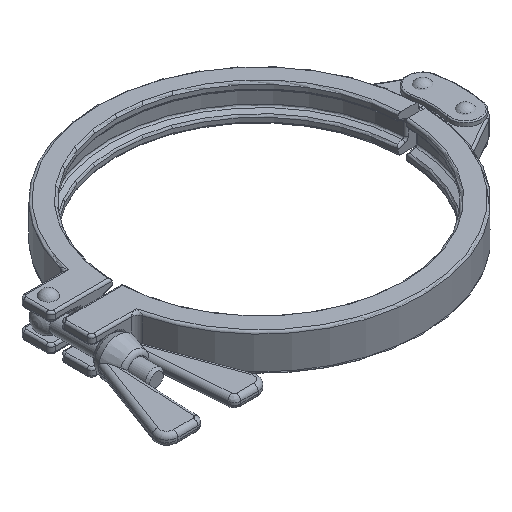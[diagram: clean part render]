
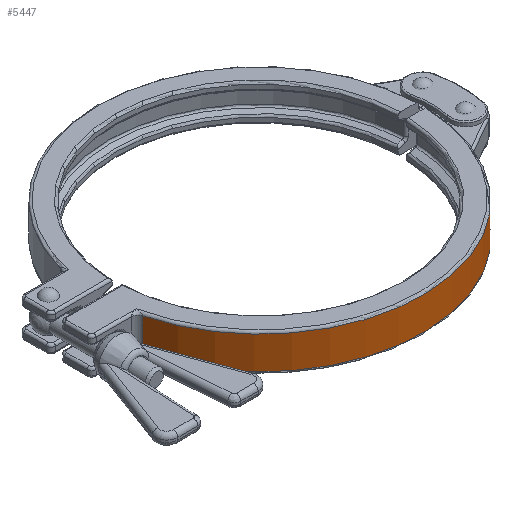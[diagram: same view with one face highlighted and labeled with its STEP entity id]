
A CAD part, isometric view. The second image highlights one B-rep face of the part: STEP entity #5447.
In plain terms, the highlighted cylindrical face has radius 72.5 mm (diameter 145 mm), a partial arc.
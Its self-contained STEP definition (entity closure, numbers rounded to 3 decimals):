
#4950=CARTESIAN_POINT('',(-70.167,18.245,-7.25));
#4951=VERTEX_POINT('',#4950);
#4969=CARTESIAN_POINT('',(-70.167,18.245,7.25));
#4970=VERTEX_POINT('',#4969);
#4978=CARTESIAN_POINT('',(-70.167,18.245,7.25));
#4979=DIRECTION('',(0.0,0.0,-1.0));
#4980=VECTOR('',#4979,14.5);
#4981=LINE('',#4978,#4980);
#4982=EDGE_CURVE('',#4970,#4951,#4981,.T.);
#5285=CARTESIAN_POINT('',(72.472,2.,-7.25));
#5286=VERTEX_POINT('',#5285);
#5287=CARTESIAN_POINT('',(0.0,0.0,-7.25));
#5288=DIRECTION('',(0.0,0.0,-1.));
#5289=DIRECTION('',(0.097,0.995,0.0));
#5290=AXIS2_PLACEMENT_3D('',#5287,#5288,#5289);
#5291=CIRCLE('',#5290,72.5);
#5292=EDGE_CURVE('',#4951,#5286,#5291,.T.);
#5331=CARTESIAN_POINT('',(0.0,0.0,0.0));
#5332=DIRECTION('',(0.0,0.0,1.0));
#5333=DIRECTION('',(0.931,0.364,0.0));
#5334=AXIS2_PLACEMENT_3D('',#5331,#5332,#5333);
#5335=CYLINDRICAL_SURFACE('',#5334,72.5);
#5336=ORIENTED_EDGE('',*,*,#4982,.F.);
#5337=CARTESIAN_POINT('',(72.472,2.,7.25));
#5338=VERTEX_POINT('',#5337);
#5339=CARTESIAN_POINT('',(0.0,0.0,7.25));
#5340=DIRECTION('',(0.0,0.0,1.));
#5341=DIRECTION('',(0.097,0.995,0.0));
#5342=AXIS2_PLACEMENT_3D('',#5339,#5340,#5341);
#5343=CIRCLE('',#5342,72.5);
#5344=EDGE_CURVE('',#5338,#4970,#5343,.T.);
#5345=ORIENTED_EDGE('',*,*,#5344,.F.);
#5346=CARTESIAN_POINT('',(72.472,2.,6.347));
#5347=VERTEX_POINT('',#5346);
#5348=CARTESIAN_POINT('',(72.472,2.,7.25));
#5349=DIRECTION('',(0.,0.,-1.0));
#5350=VECTOR('',#5349,0.903);
#5351=LINE('',#5348,#5350);
#5352=EDGE_CURVE('',#5338,#5347,#5351,.T.);
#5353=ORIENTED_EDGE('',*,*,#5352,.T.);
#5354=CARTESIAN_POINT('',(72.441,2.919,6.5));
#5355=VERTEX_POINT('',#5354);
#5356=CARTESIAN_POINT('',(72.441,2.919,6.5));
#5357=CARTESIAN_POINT('',(72.45,2.702,6.5));
#5358=CARTESIAN_POINT('',(72.461,2.39,6.464));
#5359=CARTESIAN_POINT('',(72.47,2.089,6.378));
#5360=CARTESIAN_POINT('',(72.472,2.,6.347));
#5361=B_SPLINE_CURVE_WITH_KNOTS('',3,(#5356,#5357,#5358,#5359,#5360),.UNSPECIFIED.,.F.,.U.,(4,1,4),(1.878,1.945,1.974),.UNSPECIFIED.);
#5362=EDGE_CURVE('',#5355,#5347,#5361,.T.);
#5363=ORIENTED_EDGE('',*,*,#5362,.F.);
#5364=CARTESIAN_POINT('',(68.835,22.76,6.5));
#5365=VERTEX_POINT('',#5364);
#5366=CARTESIAN_POINT('',(0.0,0.0,6.5));
#5367=DIRECTION('',(0.0,0.0,-1.));
#5368=DIRECTION('',(0.981,0.195,0.0));
#5369=AXIS2_PLACEMENT_3D('',#5366,#5367,#5368);
#5370=CIRCLE('',#5369,72.5);
#5371=EDGE_CURVE('',#5365,#5355,#5370,.T.);
#5372=ORIENTED_EDGE('',*,*,#5371,.F.);
#5373=CARTESIAN_POINT('',(67.271,27.033,3.5));
#5374=VERTEX_POINT('',#5373);
#5375=CARTESIAN_POINT('',(67.271,27.033,3.5));
#5376=CARTESIAN_POINT('',(67.271,27.033,3.644));
#5377=CARTESIAN_POINT('',(67.284,27.002,3.936));
#5378=CARTESIAN_POINT('',(67.355,26.825,4.484));
#5379=CARTESIAN_POINT('',(67.464,26.549,4.899));
#5380=CARTESIAN_POINT('',(67.612,26.172,5.303));
#5381=CARTESIAN_POINT('',(67.735,25.852,5.568));
#5382=CARTESIAN_POINT('',(67.885,25.454,5.821));
#5383=CARTESIAN_POINT('',(68.063,24.975,6.068));
#5384=CARTESIAN_POINT('',(68.292,24.344,6.299));
#5385=CARTESIAN_POINT('',(68.566,23.561,6.463));
#5386=CARTESIAN_POINT('',(68.747,23.026,6.5));
#5387=CARTESIAN_POINT('',(68.835,22.76,6.5));
#5388=B_SPLINE_CURVE_WITH_KNOTS('',3,(#5375,#5376,#5377,#5378,#5379,#5380,#5381,#5382,#5383,#5384,#5385,#5386,#5387),.UNSPECIFIED.,.F.,.U.,(4,1,1,1,1,1,1,1,1,1,4),(0.0,0.043,0.087,0.173,0.195,0.26,0.303,0.346,0.433,0.52,0.606),.UNSPECIFIED.);
#5389=EDGE_CURVE('',#5374,#5365,#5388,.T.);
#5390=ORIENTED_EDGE('',*,*,#5389,.F.);
#5391=CARTESIAN_POINT('',(67.271,27.033,-3.5));
#5392=VERTEX_POINT('',#5391);
#5393=CARTESIAN_POINT('',(67.271,27.033,-3.5));
#5394=DIRECTION('',(0.0,0.0,1.0));
#5395=VECTOR('',#5394,7.);
#5396=LINE('',#5393,#5395);
#5397=EDGE_CURVE('',#5392,#5374,#5396,.T.);
#5398=ORIENTED_EDGE('',*,*,#5397,.F.);
#5399=CARTESIAN_POINT('',(68.835,22.76,-6.5));
#5400=VERTEX_POINT('',#5399);
#5401=CARTESIAN_POINT('',(68.835,22.76,-6.5));
#5402=CARTESIAN_POINT('',(68.747,23.026,-6.5));
#5403=CARTESIAN_POINT('',(68.478,23.825,-6.444));
#5404=CARTESIAN_POINT('',(68.153,24.734,-6.191));
#5405=CARTESIAN_POINT('',(67.886,25.452,-5.822));
#5406=CARTESIAN_POINT('',(67.757,25.794,-5.604));
#5407=CARTESIAN_POINT('',(67.653,26.064,-5.392));
#5408=CARTESIAN_POINT('',(67.585,26.239,-5.227));
#5409=CARTESIAN_POINT('',(67.548,26.335,-5.127));
#5410=CARTESIAN_POINT('',(67.512,26.428,-5.025));
#5411=CARTESIAN_POINT('',(67.434,26.626,-4.784));
#5412=CARTESIAN_POINT('',(67.346,26.847,-4.416));
#5413=CARTESIAN_POINT('',(67.284,27.002,-3.937));
#5414=CARTESIAN_POINT('',(67.271,27.033,-3.644));
#5415=CARTESIAN_POINT('',(67.271,27.033,-3.5));
#5416=B_SPLINE_CURVE_WITH_KNOTS('',3,(#5401,#5402,#5403,#5404,#5405,#5406,#5407,#5408,#5409,#5410,#5411,#5412,#5413,#5414,#5415),.UNSPECIFIED.,.F.,.U.,(4,1,1,1,1,1,1,1,1,1,1,1,4),(0.0,0.087,0.26,0.303,0.347,0.39,0.412,0.422,0.433,0.455,0.52,0.563,0.607),.UNSPECIFIED.);
#5417=EDGE_CURVE('',#5400,#5392,#5416,.T.);
#5418=ORIENTED_EDGE('',*,*,#5417,.F.);
#5419=CARTESIAN_POINT('',(72.441,2.919,-6.5));
#5420=VERTEX_POINT('',#5419);
#5421=CARTESIAN_POINT('',(0.0,0.0,-6.5));
#5422=DIRECTION('',(0.0,0.0,1.));
#5423=DIRECTION('',(0.981,0.195,0.0));
#5424=AXIS2_PLACEMENT_3D('',#5421,#5422,#5423);
#5425=CIRCLE('',#5424,72.5);
#5426=EDGE_CURVE('',#5420,#5400,#5425,.T.);
#5427=ORIENTED_EDGE('',*,*,#5426,.F.);
#5428=CARTESIAN_POINT('',(72.472,2.,-6.347));
#5429=VERTEX_POINT('',#5428);
#5430=CARTESIAN_POINT('',(72.472,2.,-6.347));
#5431=CARTESIAN_POINT('',(72.471,2.037,-6.36));
#5432=CARTESIAN_POINT('',(72.463,2.335,-6.455));
#5433=CARTESIAN_POINT('',(72.452,2.648,-6.5));
#5434=CARTESIAN_POINT('',(72.441,2.919,-6.5));
#5435=B_SPLINE_CURVE_WITH_KNOTS('',3,(#5430,#5431,#5432,#5433,#5434),.UNSPECIFIED.,.F.,.U.,(4,1,4),(-0.096,-0.084,0.),.UNSPECIFIED.);
#5436=EDGE_CURVE('',#5429,#5420,#5435,.T.);
#5437=ORIENTED_EDGE('',*,*,#5436,.F.);
#5438=CARTESIAN_POINT('',(72.472,2.,-6.347));
#5439=DIRECTION('',(0.,0.,-1.0));
#5440=VECTOR('',#5439,0.903);
#5441=LINE('',#5438,#5440);
#5442=EDGE_CURVE('',#5429,#5286,#5441,.T.);
#5443=ORIENTED_EDGE('',*,*,#5442,.T.);
#5444=ORIENTED_EDGE('',*,*,#5292,.F.);
#5445=EDGE_LOOP('',(#5336,#5345,#5353,#5363,#5372,#5390,#5398,#5418,#5427,#5437,#5443,#5444));
#5446=FACE_OUTER_BOUND('',#5445,.T.);
#5447=ADVANCED_FACE('',(#5446),#5335,.T.);
